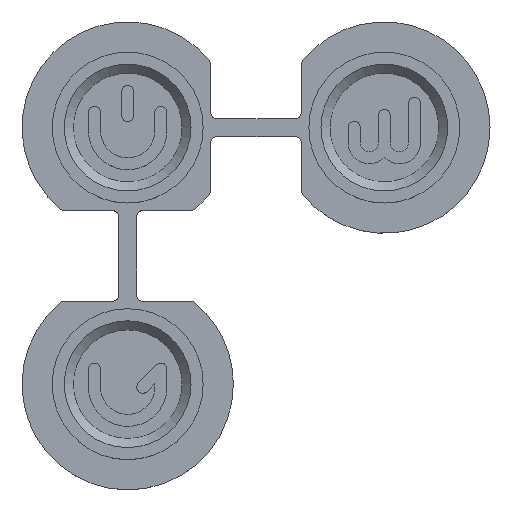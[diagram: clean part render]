
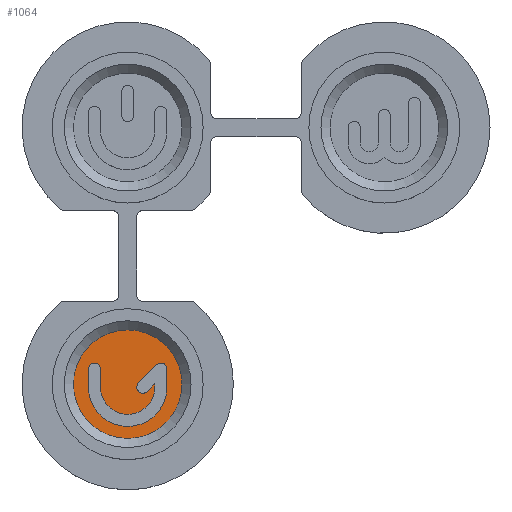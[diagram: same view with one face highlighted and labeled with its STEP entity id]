
A CAD part, top view. The second image highlights one B-rep face of the part: STEP entity #1064.
In plain terms, the highlighted planar face has unit normal (0, 0, 1).
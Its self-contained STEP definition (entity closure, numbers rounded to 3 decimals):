
#944=CARTESIAN_POINT('',(0.,0.,1.4));
#945=DIRECTION('',(0.,0.,1.));
#946=DIRECTION('',(1.,0.,0.));
#947=AXIS2_PLACEMENT_3D('',#944,#945,#946);
#948=PLANE('',#947);
#949=CARTESIAN_POINT('',(2.6,-16.,1.4));
#950=VERTEX_POINT('',#949);
#951=CARTESIAN_POINT('',(1.917,-15.717,1.4));
#952=VERTEX_POINT('',#951);
#953=CARTESIAN_POINT('',(2.2,-16.,1.4));
#954=DIRECTION('',(0.,0.,1.));
#955=DIRECTION('',(1.,0.,-0.));
#956=AXIS2_PLACEMENT_3D('',#953,#954,#955);
#957=CIRCLE('',#956,0.4);
#958=EDGE_CURVE('',#950,#952,#957,.T.);
#959=ORIENTED_EDGE('',*,*,#958,.F.);
#960=CARTESIAN_POINT('',(2.6,-17.2,1.4));
#961=VERTEX_POINT('',#960);
#962=CARTESIAN_POINT('',(2.6,-17.2,1.4));
#963=DIRECTION('',(0.,1.,0.));
#964=VECTOR('',#963,1.2);
#965=LINE('',#962,#964);
#966=EDGE_CURVE('',#961,#950,#965,.T.);
#967=ORIENTED_EDGE('',*,*,#966,.F.);
#968=CARTESIAN_POINT('',(-2.6,-17.2,1.4));
#969=VERTEX_POINT('',#968);
#970=CARTESIAN_POINT('',(0.,-17.2,1.4));
#971=DIRECTION('',(0.,0.,1.));
#972=DIRECTION('',(1.,0.,-0.));
#973=AXIS2_PLACEMENT_3D('',#970,#971,#972);
#974=CIRCLE('',#973,2.6);
#975=EDGE_CURVE('',#969,#961,#974,.T.);
#976=ORIENTED_EDGE('',*,*,#975,.F.);
#977=CARTESIAN_POINT('',(-2.6,-16.,1.4));
#978=VERTEX_POINT('',#977);
#979=CARTESIAN_POINT('',(-2.6,-17.2,1.4));
#980=DIRECTION('',(0.,1.,0.));
#981=VECTOR('',#980,1.2);
#982=LINE('',#979,#981);
#983=EDGE_CURVE('',#969,#978,#982,.T.);
#984=ORIENTED_EDGE('',*,*,#983,.T.);
#985=CARTESIAN_POINT('',(-1.8,-16.,1.4));
#986=VERTEX_POINT('',#985);
#987=CARTESIAN_POINT('',(-2.2,-16.,1.4));
#988=DIRECTION('',(0.,0.,1.));
#989=DIRECTION('',(1.,0.,-0.));
#990=AXIS2_PLACEMENT_3D('',#987,#988,#989);
#991=CIRCLE('',#990,0.4);
#992=EDGE_CURVE('',#986,#978,#991,.T.);
#993=ORIENTED_EDGE('',*,*,#992,.F.);
#994=CARTESIAN_POINT('',(-1.8,-17.2,1.4));
#995=VERTEX_POINT('',#994);
#996=CARTESIAN_POINT('',(-1.8,-16.,1.4));
#997=DIRECTION('',(0.,-1.,0.));
#998=VECTOR('',#997,1.2);
#999=LINE('',#996,#998);
#1000=EDGE_CURVE('',#986,#995,#999,.T.);
#1001=ORIENTED_EDGE('',*,*,#1000,.T.);
#1002=CARTESIAN_POINT('',(1.8,-17.2,1.4));
#1003=VERTEX_POINT('',#1002);
#1004=CARTESIAN_POINT('',(-0.,-17.2,1.4));
#1005=DIRECTION('',(0.,0.,1.));
#1006=DIRECTION('',(1.,0.,-0.));
#1007=AXIS2_PLACEMENT_3D('',#1004,#1005,#1006);
#1008=CIRCLE('',#1007,1.8);
#1009=EDGE_CURVE('',#995,#1003,#1008,.T.);
#1010=ORIENTED_EDGE('',*,*,#1009,.T.);
#1011=CARTESIAN_POINT('',(1.8,-16.966,1.4));
#1012=VERTEX_POINT('',#1011);
#1013=CARTESIAN_POINT('',(1.8,-16.966,1.4));
#1014=DIRECTION('',(0.,-1.,0.));
#1015=VECTOR('',#1014,0.234);
#1016=LINE('',#1013,#1015);
#1017=EDGE_CURVE('',#1012,#1003,#1016,.T.);
#1018=ORIENTED_EDGE('',*,*,#1017,.F.);
#1019=CARTESIAN_POINT('',(1.283,-17.483,1.4));
#1020=VERTEX_POINT('',#1019);
#1021=CARTESIAN_POINT('',(1.283,-17.483,1.4));
#1022=DIRECTION('',(0.707,0.707,0.));
#1023=VECTOR('',#1022,0.731);
#1024=LINE('',#1021,#1023);
#1025=EDGE_CURVE('',#1020,#1012,#1024,.T.);
#1026=ORIENTED_EDGE('',*,*,#1025,.F.);
#1027=CARTESIAN_POINT('',(0.6,-17.2,1.4));
#1028=VERTEX_POINT('',#1027);
#1029=CARTESIAN_POINT('',(1.,-17.2,1.4));
#1030=DIRECTION('',(0.,0.,1.));
#1031=DIRECTION('',(1.,0.,-0.));
#1032=AXIS2_PLACEMENT_3D('',#1029,#1030,#1031);
#1033=CIRCLE('',#1032,0.4);
#1034=EDGE_CURVE('',#1028,#1020,#1033,.T.);
#1035=ORIENTED_EDGE('',*,*,#1034,.F.);
#1036=CARTESIAN_POINT('',(0.717,-16.917,1.4));
#1037=VERTEX_POINT('',#1036);
#1038=CARTESIAN_POINT('',(1.,-17.2,1.4));
#1039=DIRECTION('',(0.,0.,1.));
#1040=DIRECTION('',(1.,0.,-0.));
#1041=AXIS2_PLACEMENT_3D('',#1038,#1039,#1040);
#1042=CIRCLE('',#1041,0.4);
#1043=EDGE_CURVE('',#1037,#1028,#1042,.T.);
#1044=ORIENTED_EDGE('',*,*,#1043,.F.);
#1045=CARTESIAN_POINT('',(0.717,-16.917,1.4));
#1046=DIRECTION('',(0.707,0.707,0.));
#1047=VECTOR('',#1046,1.697);
#1048=LINE('',#1045,#1047);
#1049=EDGE_CURVE('',#1037,#952,#1048,.T.);
#1050=ORIENTED_EDGE('',*,*,#1049,.T.);
#1051=EDGE_LOOP('',(#959,#967,#976,#984,#993,#1001,#1010,#1018,#1026,#1035,#1044,#1050));
#1052=FACE_BOUND('',#1051,.T.);
#1053=CARTESIAN_POINT('',(3.6,-17.,1.4));
#1054=VERTEX_POINT('',#1053);
#1055=CARTESIAN_POINT('',(0.,-17.,1.4));
#1056=DIRECTION('',(0.,0.,1.));
#1057=DIRECTION('',(1.,0.,-0.));
#1058=AXIS2_PLACEMENT_3D('',#1055,#1056,#1057);
#1059=CIRCLE('',#1058,3.6);
#1060=EDGE_CURVE('',#1054,#1054,#1059,.T.);
#1061=ORIENTED_EDGE('',*,*,#1060,.T.);
#1062=EDGE_LOOP('',(#1061));
#1063=FACE_BOUND('',#1062,.T.);
#1064=ADVANCED_FACE('',(#1052,#1063),#948,.T.);
